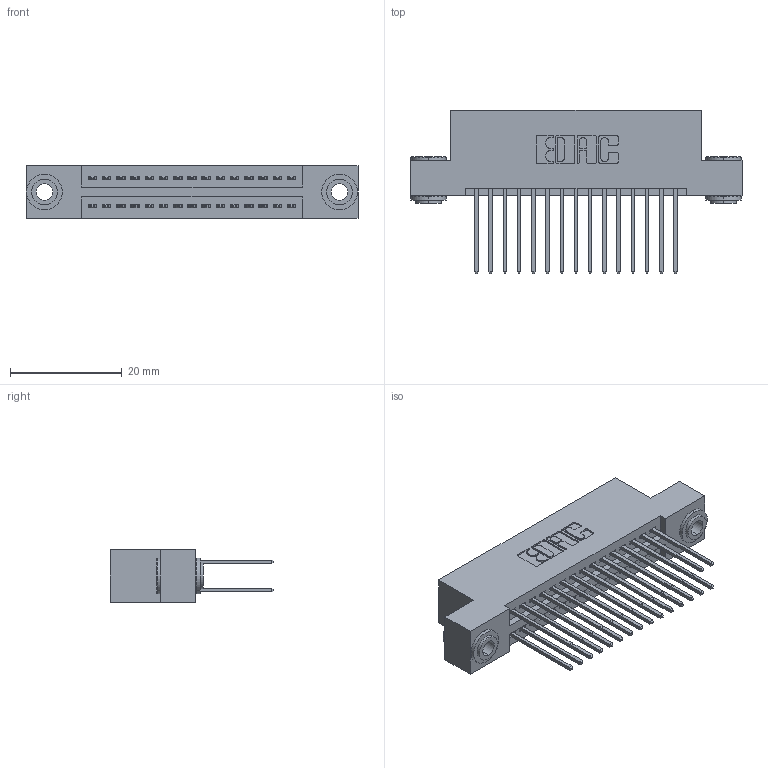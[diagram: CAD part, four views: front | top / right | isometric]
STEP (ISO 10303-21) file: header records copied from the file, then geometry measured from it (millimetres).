
FILE_DESCRIPTION (( 'STEP AP203' ), '1' );
FILE_NAME ('395-030-540-203.STEP', '2019-10-17T14:13:54', ( '' ), ( '' ), 'SwSTEP 2.0', 'SolidWorks 2016', '' );
FILE_SCHEMA (( 'CONFIG_CONTROL_DESIGN' ));
Length unit declared in the file: inch
Products named in the file (4): 395-030-540-203; 345 Part_Flush Mounting Lugs - 0.156 Dia-TH; 345-292-001_345-293-140; 345-250-002_345-250-002-102
Assembly tree (33 placements, depth 2):
  395-030-540-203
    345 Part_Flush Mounting Lugs - 0.156 Dia-TH
    345-292-001_345-293-140  x30
    345-250-002_345-250-002-102  x2
Bounding box: 59.31 x 29.13 x 9.4 mm (x, y, z)
Volume: 5643.8 mm3; surface area: 8552.1 mm2
Topology: 33 solids, 33 shells, 1664 faces, 4887 edges, 3214 vertices
Faces by surface type: plane 1080, cylinder 576, cone 8
Entity records: 16072 total; most frequent: CARTESIAN_POINT 2695, ORIENTED_EDGE 2622, DIRECTION 2441, EDGE_CURVE 1311, LINE 1095, VECTOR 1095, VERTEX_POINT 870, AXIS2_PLACEMENT_3D 673
